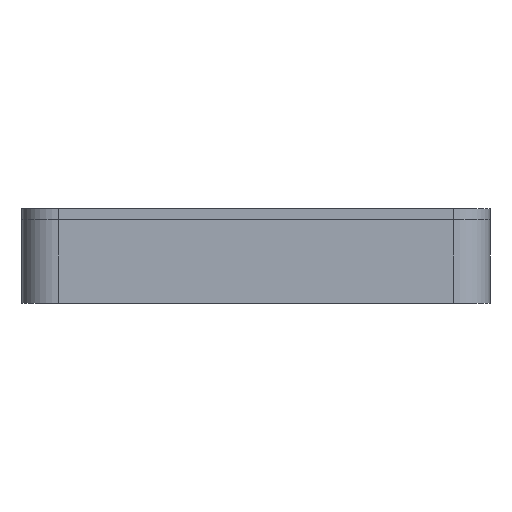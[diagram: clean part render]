
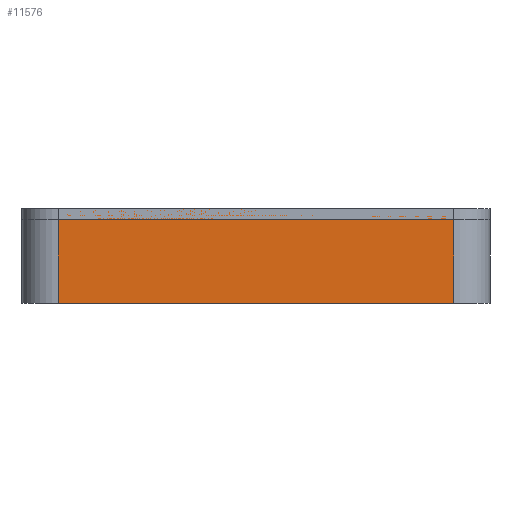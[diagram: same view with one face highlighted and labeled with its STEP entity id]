
A CAD part, left-side view. The second image highlights one B-rep face of the part: STEP entity #11576.
In plain terms, the highlighted planar face has unit normal (-1, 0, 0).
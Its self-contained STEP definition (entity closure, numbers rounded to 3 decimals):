
#1273=PLANE('',#11964);
#1842=FACE_OUTER_BOUND('',#2513,.T.);
#2513=EDGE_LOOP('',(#10608,#10609,#10610,#10611));
#3524=LINE('',#22135,#4487);
#3541=LINE('',#22196,#4504);
#3543=LINE('',#22200,#4506);
#3544=LINE('',#22201,#4507);
#4487=VECTOR('',#13552,10.);
#4504=VECTOR('',#13613,10.);
#4506=VECTOR('',#13617,10.);
#4507=VECTOR('',#13618,10.);
#5731=VERTEX_POINT('',#22131);
#5733=VERTEX_POINT('',#22134);
#5755=VERTEX_POINT('',#22194);
#5756=VERTEX_POINT('',#22199);
#7371=EDGE_CURVE('',#5731,#5733,#3524,.T.);
#7396=EDGE_CURVE('',#5755,#5731,#3541,.T.);
#7398=EDGE_CURVE('',#5756,#5755,#3543,.T.);
#7399=EDGE_CURVE('',#5733,#5756,#3544,.T.);
#10608=ORIENTED_EDGE('',*,*,#7396,.F.);
#10609=ORIENTED_EDGE('',*,*,#7398,.F.);
#10610=ORIENTED_EDGE('',*,*,#7399,.F.);
#10611=ORIENTED_EDGE('',*,*,#7371,.F.);
#11576=ADVANCED_FACE('',(#1842),#1273,.T.);
#11964=AXIS2_PLACEMENT_3D('',#22198,#13615,#13616);
#13552=DIRECTION('',(0.,1.,0.));
#13613=DIRECTION('',(0.,0.,-1.));
#13615=DIRECTION('center_axis',(-1.,0.,0.));
#13616=DIRECTION('ref_axis',(0.,-1.,0.));
#13617=DIRECTION('',(0.,-1.,0.));
#13618=DIRECTION('',(0.,0.,1.));
#22131=CARTESIAN_POINT('',(-12.375,-39.72,-11.5));
#22134=CARTESIAN_POINT('',(-12.375,14.5,-11.5));
#22135=CARTESIAN_POINT('',(-12.375,-44.72,-11.5));
#22194=CARTESIAN_POINT('',(-12.375,-39.72,1.5));
#22196=CARTESIAN_POINT('',(-12.375,-39.72,-11.5));
#22198=CARTESIAN_POINT('Origin',(-12.375,19.5,-11.5));
#22199=CARTESIAN_POINT('',(-12.375,14.5,1.5));
#22200=CARTESIAN_POINT('',(-12.375,-44.72,1.5));
#22201=CARTESIAN_POINT('',(-12.375,14.5,-11.5));
